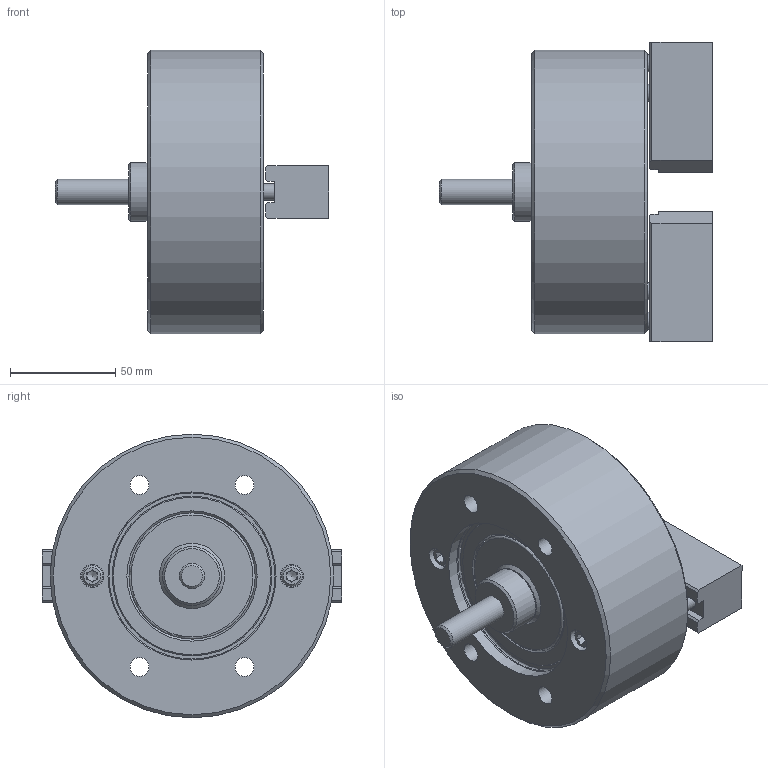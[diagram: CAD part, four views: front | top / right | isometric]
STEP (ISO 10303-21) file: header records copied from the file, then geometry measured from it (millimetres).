
FILE_DESCRIPTION (( 'STEP AP203' ), '1' );
FILE_NAME ('2M-05¥~Æ[¹Ï.STEP', '2017-01-06T08:29:27', ( 'user' ), ( '' ), 'SwSTEP 2.0', 'SolidWorks 2016', '' );
FILE_SCHEMA (( 'CONFIG_CONTROL_DESIGN' ));
Length unit declared in the file: centimetre
Products named in the file (10): 2M-051-0106_1; M4x12平頭; M6x20; 2M-05外觀圖; 3P-05連接管螺栓; SJ-05-0106_1; M8x25; 2M-05防塵蓋; 3P-05連接管螺帽-0106_1; 2M-05-0106_1
Assembly tree (17 placements, depth 2):
  2M-05外觀圖
    2M-05-0106_1
    2M-051-0106_1
    3P-05連接管螺栓
    3P-05連接管螺帽-0106_1
    2M-05防塵蓋
    M4x12平頭  x4
    SJ-05-0106_1  x2
    M8x25  x4
    M6x20  x2
Bounding box: 130.2 x 142.4 x 135 mm (x, y, z)
Volume: 753505.6 mm3; surface area: 119611.5 mm2
Topology: 17 solids, 17 shells, 379 faces, 867 edges, 549 vertices
Faces by surface type: plane 237, cylinder 85, cone 49, torus 8
Full cylindrical faces by diameter (mm): 3.3 x4, 4 x8, 4.4 x4, 6 x4, 7 x2, 8 x8, 9 x8, 10 x2, 11 x2, 12 x3, 13 x4, 13.999 x4, 14 x4, 18 x2, 28 x1, 60 x2, 78 x1, 80 x1, 135 x1
Entity records: 9053 total; most frequent: CARTESIAN_POINT 3408, DIRECTION 958, ORIENTED_EDGE 724, AXIS2_PLACEMENT_3D 385, EDGE_CURVE 362, EDGE_LOOP 344, VERTEX_POINT 278, FACE_OUTER_BOUND 259
